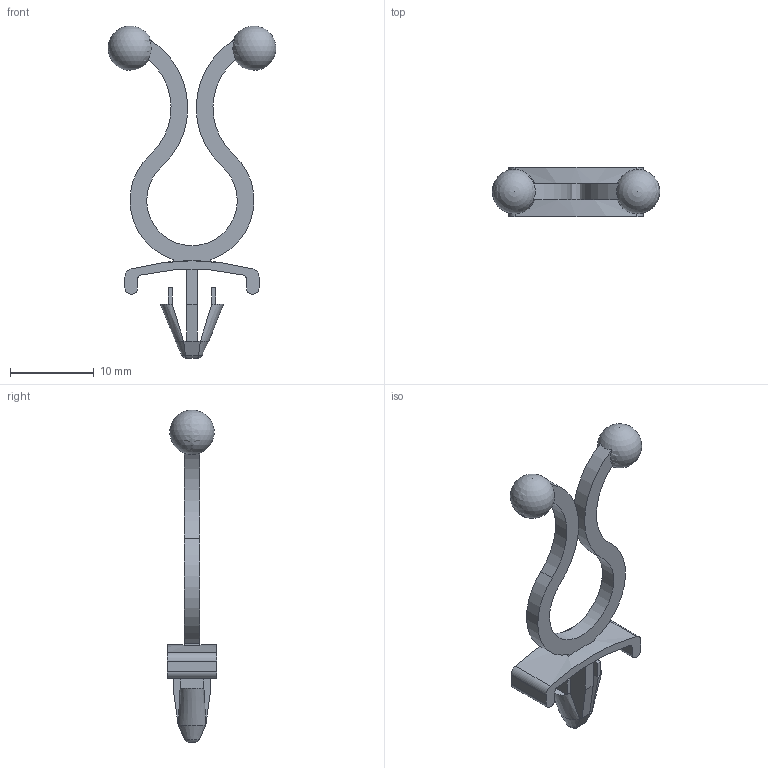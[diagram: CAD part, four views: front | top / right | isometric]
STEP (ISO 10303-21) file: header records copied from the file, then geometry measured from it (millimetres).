
FILE_DESCRIPTION(/* description */ ('Unknown'),/* implementation_level */ '2;1');
FILE_NAME(/* name */ '520403000',/* time_stamp */ '2019-01-14T12:47:08+01:00',/* author */ ('Unknown'),/* organization */ ('Unknown'),/* preprocessor_version */ 'ST-DEVELOPER v16.7',/* originating_system */ 'DEX',/* authorisation */ $);
FILE_SCHEMA (('AUTOMOTIVE_DESIGN {1 0 10303 214 3 1 1}'));
Length unit declared in the file: millimetre
Products named in the file (1): 520403000
Bounding box: 20 x 5.9 x 39.6 mm (x, y, z)
Volume: 602.6 mm3; surface area: 1120.2 mm2
Topology: 1 solids, 1 shells, 68 faces, 170 edges, 104 vertices
Faces by surface type: plane 43, cylinder 17, bspline 2, cone 2, sphere 2, torus 2
Entity records: 2138 total; most frequent: CARTESIAN_POINT 525, DIRECTION 332, ORIENTED_EDGE 328, EDGE_CURVE 164, AXIS2_PLACEMENT_3D 117, VERTEX_POINT 100, LINE 98, VECTOR 98
